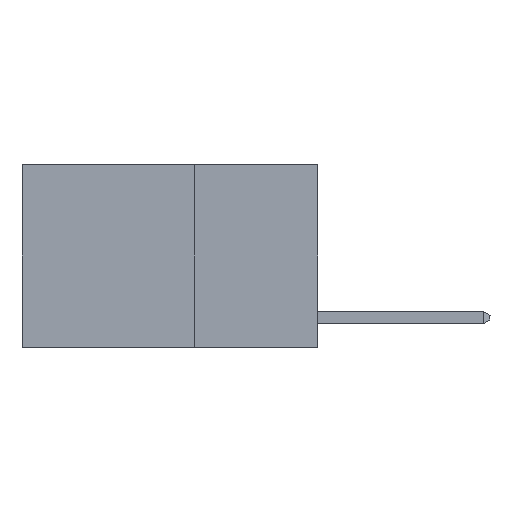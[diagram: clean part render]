
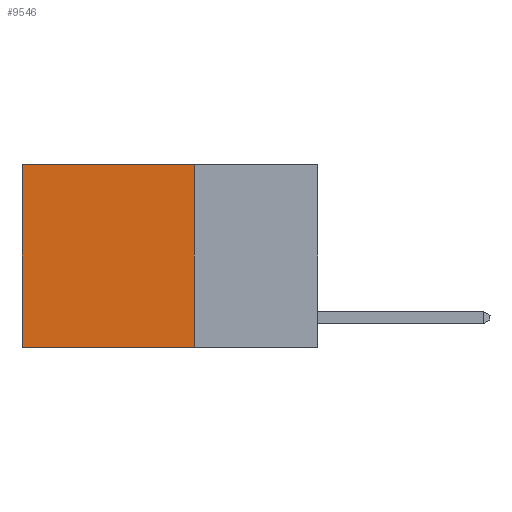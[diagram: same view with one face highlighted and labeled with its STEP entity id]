
A CAD part, left-side view. The second image highlights one B-rep face of the part: STEP entity #9546.
In plain terms, the highlighted planar face has unit normal (-1, 0, 0).
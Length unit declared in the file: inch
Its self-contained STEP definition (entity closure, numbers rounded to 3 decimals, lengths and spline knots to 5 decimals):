
#803 = VECTOR ( 'NONE', #6846, 39.37008 ) ;
#888 = CARTESIAN_POINT ( 'NONE',  ( 0.2625, 0.25, -0.37 ) ) ;
#1046 = EDGE_CURVE ( 'NONE', #25141, #19116, #28025, .T. ) ;
#2477 = CARTESIAN_POINT ( 'NONE',  ( 0.2625, 0.25, 0. ) ) ;
#2947 = VECTOR ( 'NONE', #15125, 39.37008 ) ;
#5255 = LINE ( 'NONE', #27670, #2947 ) ;
#6250 = CARTESIAN_POINT ( 'NONE',  ( 0.2625, 0.6, -0.37 ) ) ;
#6294 = CARTESIAN_POINT ( 'NONE',  ( 0.2625, 0.6, 0. ) ) ;
#6846 = DIRECTION ( 'NONE',  ( 0., 0., -1. ) ) ;
#7461 = DIRECTION ( 'NONE',  ( 0., 0., -1. ) ) ;
#8474 = VERTEX_POINT ( 'NONE', #6250 ) ;
#8794 = CARTESIAN_POINT ( 'NONE',  ( 0.2625, 0.6, 0. ) ) ;
#9389 = VECTOR ( 'NONE', #28214, 39.37008 ) ;
#9546 = ADVANCED_FACE ( 'NONE', ( #13437 ), #15899, .F. ) ;
#10159 = ORIENTED_EDGE ( 'NONE', *, *, #16023, .F. ) ;
#10518 = DIRECTION ( 'NONE',  ( 0., 1., 0. ) ) ;
#11624 = ORIENTED_EDGE ( 'NONE', *, *, #1046, .T. ) ;
#13437 = FACE_OUTER_BOUND ( 'NONE', #17184, .T. ) ;
#14085 = VERTEX_POINT ( 'NONE', #888 ) ;
#15125 = DIRECTION ( 'NONE',  ( 0., 1., 0. ) ) ;
#15899 = PLANE ( 'NONE',  #23838 ) ;
#16023 = EDGE_CURVE ( 'NONE', #25141, #14085, #16839, .T. ) ;
#16839 = LINE ( 'NONE', #17264, #9389 ) ;
#17184 = EDGE_LOOP ( 'NONE', ( #20600, #22782, #10159, #11624 ) ) ;
#17264 = CARTESIAN_POINT ( 'NONE',  ( 0.2625, 0.25, 0. ) ) ;
#17879 = EDGE_CURVE ( 'NONE', #19116, #8474, #21857, .T. ) ;
#18819 = CARTESIAN_POINT ( 'NONE',  ( 0.2625, 0.25, 0. ) ) ;
#19116 = VERTEX_POINT ( 'NONE', #8794 ) ;
#20600 = ORIENTED_EDGE ( 'NONE', *, *, #17879, .T. ) ;
#21857 = LINE ( 'NONE', #6294, #803 ) ;
#22584 = DIRECTION ( 'NONE',  ( 1., 0., 0. ) ) ;
#22782 = ORIENTED_EDGE ( 'NONE', *, *, #26866, .F. ) ;
#23838 = AXIS2_PLACEMENT_3D ( 'NONE', #24782, #22584, #7461 ) ;
#24782 = CARTESIAN_POINT ( 'NONE',  ( 0.2625, 0.25, 0. ) ) ;
#25141 = VERTEX_POINT ( 'NONE', #2477 ) ;
#26866 = EDGE_CURVE ( 'NONE', #14085, #8474, #5255, .T. ) ;
#27670 = CARTESIAN_POINT ( 'NONE',  ( 0.2625, 0.25, -0.37 ) ) ;
#28025 = LINE ( 'NONE', #18819, #28321 ) ;
#28214 = DIRECTION ( 'NONE',  ( 0., 0., -1. ) ) ;
#28321 = VECTOR ( 'NONE', #10518, 39.37008 ) ;
